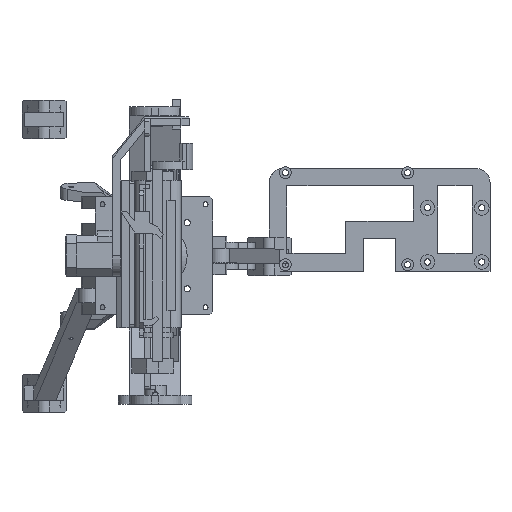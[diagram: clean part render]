
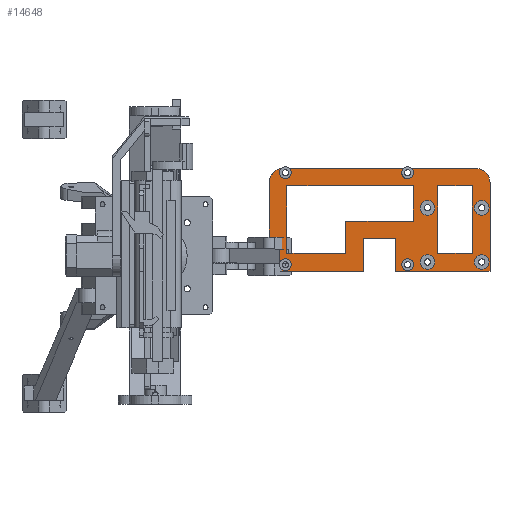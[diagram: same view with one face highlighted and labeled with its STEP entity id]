
A CAD part, top view. The second image highlights one B-rep face of the part: STEP entity #14648.
In plain terms, the highlighted planar face has unit normal (0, 0, 1).
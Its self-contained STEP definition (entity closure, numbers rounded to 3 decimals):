
#579=CIRCLE('',#15994,5.);
#580=CIRCLE('',#15997,4.);
#581=CIRCLE('',#15998,4.);
#582=CIRCLE('',#15999,10.);
#583=CIRCLE('',#16000,10.);
#584=CIRCLE('',#16001,4.);
#585=CIRCLE('',#16002,4.);
#586=CIRCLE('',#16003,5.);
#587=CIRCLE('',#16004,5.);
#588=CIRCLE('',#16005,4.);
#589=CIRCLE('',#16006,4.);
#590=CIRCLE('',#16007,5.);
#1081=FACE_BOUND('',#2786,.T.);
#1082=FACE_BOUND('',#2787,.T.);
#1083=FACE_BOUND('',#2788,.T.);
#1084=FACE_BOUND('',#2789,.T.);
#1085=FACE_BOUND('',#2790,.T.);
#1086=FACE_BOUND('',#2791,.T.);
#1087=FACE_BOUND('',#2792,.T.);
#1088=FACE_BOUND('',#2793,.T.);
#1804=FACE_OUTER_BOUND('',#2785,.T.);
#2785=EDGE_LOOP('',(#13213,#13214,#13215,#13216,#13217,#13218,#13219,#13220,
#13221,#13222,#13223,#13224,#13225,#13226,#13227));
#2786=EDGE_LOOP('',(#13228));
#2787=EDGE_LOOP('',(#13229));
#2788=EDGE_LOOP('',(#13230));
#2789=EDGE_LOOP('',(#13231,#13232,#13233,#13234));
#2790=EDGE_LOOP('',(#13235,#13236,#13237,#13238,#13239,#13240));
#2791=EDGE_LOOP('',(#13241));
#2792=EDGE_LOOP('',(#13242));
#2793=EDGE_LOOP('',(#13243));
#4343=LINE('',#24102,#5904);
#4344=LINE('',#24104,#5905);
#4345=LINE('',#24106,#5906);
#4346=LINE('',#24108,#5907);
#4347=LINE('',#24110,#5908);
#4348=LINE('',#24112,#5909);
#4349=LINE('',#24114,#5910);
#4350=LINE('',#24118,#5911);
#4351=LINE('',#24123,#5912);
#4352=LINE('',#24132,#5913);
#4353=LINE('',#24134,#5914);
#4354=LINE('',#24136,#5915);
#4355=LINE('',#24137,#5916);
#4356=LINE('',#24140,#5917);
#4357=LINE('',#24142,#5918);
#4358=LINE('',#24144,#5919);
#4359=LINE('',#24146,#5920);
#4360=LINE('',#24148,#5921);
#4361=LINE('',#24149,#5922);
#5904=VECTOR('',#19890,10.);
#5905=VECTOR('',#19891,10.);
#5906=VECTOR('',#19892,10.);
#5907=VECTOR('',#19893,10.);
#5908=VECTOR('',#19894,10.);
#5909=VECTOR('',#19895,10.);
#5910=VECTOR('',#19896,10.);
#5911=VECTOR('',#19899,10.);
#5912=VECTOR('',#19904,10.);
#5913=VECTOR('',#19911,10.);
#5914=VECTOR('',#19912,10.);
#5915=VECTOR('',#19913,10.);
#5916=VECTOR('',#19914,10.);
#5917=VECTOR('',#19915,10.);
#5918=VECTOR('',#19916,10.);
#5919=VECTOR('',#19917,10.);
#5920=VECTOR('',#19918,10.);
#5921=VECTOR('',#19919,10.);
#5922=VECTOR('',#19920,10.);
#7245=VERTEX_POINT('',#24089);
#7246=VERTEX_POINT('',#24094);
#7247=VERTEX_POINT('',#24095);
#7248=VERTEX_POINT('',#24097);
#7249=VERTEX_POINT('',#24099);
#7250=VERTEX_POINT('',#24101);
#7251=VERTEX_POINT('',#24103);
#7252=VERTEX_POINT('',#24105);
#7253=VERTEX_POINT('',#24107);
#7254=VERTEX_POINT('',#24109);
#7255=VERTEX_POINT('',#24111);
#7256=VERTEX_POINT('',#24113);
#7257=VERTEX_POINT('',#24115);
#7258=VERTEX_POINT('',#24117);
#7259=VERTEX_POINT('',#24119);
#7260=VERTEX_POINT('',#24121);
#7261=VERTEX_POINT('',#24124);
#7262=VERTEX_POINT('',#24126);
#7263=VERTEX_POINT('',#24128);
#7264=VERTEX_POINT('',#24130);
#7265=VERTEX_POINT('',#24131);
#7266=VERTEX_POINT('',#24133);
#7267=VERTEX_POINT('',#24135);
#7268=VERTEX_POINT('',#24138);
#7269=VERTEX_POINT('',#24139);
#7270=VERTEX_POINT('',#24141);
#7271=VERTEX_POINT('',#24143);
#7272=VERTEX_POINT('',#24145);
#7273=VERTEX_POINT('',#24147);
#7274=VERTEX_POINT('',#24150);
#7275=VERTEX_POINT('',#24152);
#9246=EDGE_CURVE('',#7245,#7245,#579,.T.);
#9247=EDGE_CURVE('',#7246,#7247,#580,.T.);
#9248=EDGE_CURVE('',#7247,#7248,#581,.T.);
#9249=EDGE_CURVE('',#7248,#7249,#582,.T.);
#9250=EDGE_CURVE('',#7249,#7250,#4343,.T.);
#9251=EDGE_CURVE('',#7250,#7251,#4344,.T.);
#9252=EDGE_CURVE('',#7251,#7252,#4345,.T.);
#9253=EDGE_CURVE('',#7252,#7253,#4346,.T.);
#9254=EDGE_CURVE('',#7253,#7254,#4347,.T.);
#9255=EDGE_CURVE('',#7254,#7255,#4348,.T.);
#9256=EDGE_CURVE('',#7255,#7256,#4349,.T.);
#9257=EDGE_CURVE('',#7256,#7257,#583,.T.);
#9258=EDGE_CURVE('',#7257,#7258,#4350,.T.);
#9259=EDGE_CURVE('',#7258,#7259,#584,.T.);
#9260=EDGE_CURVE('',#7259,#7260,#585,.T.);
#9261=EDGE_CURVE('',#7260,#7246,#4351,.T.);
#9262=EDGE_CURVE('',#7261,#7261,#586,.T.);
#9263=EDGE_CURVE('',#7262,#7262,#587,.T.);
#9264=EDGE_CURVE('',#7263,#7263,#588,.T.);
#9265=EDGE_CURVE('',#7264,#7265,#4352,.T.);
#9266=EDGE_CURVE('',#7265,#7266,#4353,.T.);
#9267=EDGE_CURVE('',#7266,#7267,#4354,.T.);
#9268=EDGE_CURVE('',#7267,#7264,#4355,.T.);
#9269=EDGE_CURVE('',#7268,#7269,#4356,.T.);
#9270=EDGE_CURVE('',#7269,#7270,#4357,.T.);
#9271=EDGE_CURVE('',#7270,#7271,#4358,.T.);
#9272=EDGE_CURVE('',#7271,#7272,#4359,.T.);
#9273=EDGE_CURVE('',#7272,#7273,#4360,.T.);
#9274=EDGE_CURVE('',#7273,#7268,#4361,.T.);
#9275=EDGE_CURVE('',#7274,#7274,#589,.T.);
#9276=EDGE_CURVE('',#7275,#7275,#590,.T.);
#13213=ORIENTED_EDGE('',*,*,#9247,.T.);
#13214=ORIENTED_EDGE('',*,*,#9248,.T.);
#13215=ORIENTED_EDGE('',*,*,#9249,.T.);
#13216=ORIENTED_EDGE('',*,*,#9250,.T.);
#13217=ORIENTED_EDGE('',*,*,#9251,.T.);
#13218=ORIENTED_EDGE('',*,*,#9252,.T.);
#13219=ORIENTED_EDGE('',*,*,#9253,.T.);
#13220=ORIENTED_EDGE('',*,*,#9254,.T.);
#13221=ORIENTED_EDGE('',*,*,#9255,.T.);
#13222=ORIENTED_EDGE('',*,*,#9256,.T.);
#13223=ORIENTED_EDGE('',*,*,#9257,.T.);
#13224=ORIENTED_EDGE('',*,*,#9258,.T.);
#13225=ORIENTED_EDGE('',*,*,#9259,.T.);
#13226=ORIENTED_EDGE('',*,*,#9260,.T.);
#13227=ORIENTED_EDGE('',*,*,#9261,.T.);
#13228=ORIENTED_EDGE('',*,*,#9262,.T.);
#13229=ORIENTED_EDGE('',*,*,#9263,.T.);
#13230=ORIENTED_EDGE('',*,*,#9264,.T.);
#13231=ORIENTED_EDGE('',*,*,#9265,.T.);
#13232=ORIENTED_EDGE('',*,*,#9266,.T.);
#13233=ORIENTED_EDGE('',*,*,#9267,.T.);
#13234=ORIENTED_EDGE('',*,*,#9268,.T.);
#13235=ORIENTED_EDGE('',*,*,#9269,.T.);
#13236=ORIENTED_EDGE('',*,*,#9270,.T.);
#13237=ORIENTED_EDGE('',*,*,#9271,.T.);
#13238=ORIENTED_EDGE('',*,*,#9272,.T.);
#13239=ORIENTED_EDGE('',*,*,#9273,.T.);
#13240=ORIENTED_EDGE('',*,*,#9274,.T.);
#13241=ORIENTED_EDGE('',*,*,#9275,.T.);
#13242=ORIENTED_EDGE('',*,*,#9276,.T.);
#13243=ORIENTED_EDGE('',*,*,#9246,.T.);
#13921=PLANE('',#15996);
#14648=ADVANCED_FACE('',(#1804,#1081,#1082,#1083,#1084,#1085,#1086,#1087,
#1088),#13921,.T.);
#15994=AXIS2_PLACEMENT_3D('',#24091,#19878,#19879);
#15996=AXIS2_PLACEMENT_3D('',#24093,#19882,#19883);
#15997=AXIS2_PLACEMENT_3D('',#24096,#19884,#19885);
#15998=AXIS2_PLACEMENT_3D('',#24098,#19886,#19887);
#15999=AXIS2_PLACEMENT_3D('',#24100,#19888,#19889);
#16000=AXIS2_PLACEMENT_3D('',#24116,#19897,#19898);
#16001=AXIS2_PLACEMENT_3D('',#24120,#19900,#19901);
#16002=AXIS2_PLACEMENT_3D('',#24122,#19902,#19903);
#16003=AXIS2_PLACEMENT_3D('',#24125,#19905,#19906);
#16004=AXIS2_PLACEMENT_3D('',#24127,#19907,#19908);
#16005=AXIS2_PLACEMENT_3D('',#24129,#19909,#19910);
#16006=AXIS2_PLACEMENT_3D('',#24151,#19921,#19922);
#16007=AXIS2_PLACEMENT_3D('',#24153,#19923,#19924);
#19878=DIRECTION('center_axis',(0.,0.,-1.));
#19879=DIRECTION('ref_axis',(-1.,0.,0.));
#19882=DIRECTION('center_axis',(0.,0.,1.));
#19883=DIRECTION('ref_axis',(1.,0.,0.));
#19884=DIRECTION('center_axis',(0.,0.,-1.));
#19885=DIRECTION('ref_axis',(-1.,0.,0.));
#19886=DIRECTION('center_axis',(0.,0.,-1.));
#19887=DIRECTION('ref_axis',(-1.,0.,0.));
#19888=DIRECTION('center_axis',(0.,0.,1.));
#19889=DIRECTION('ref_axis',(0.,1.,0.));
#19890=DIRECTION('',(0.,-1.,0.));
#19891=DIRECTION('',(1.,0.,0.));
#19892=DIRECTION('',(0.,1.,0.));
#19893=DIRECTION('',(1.,0.,0.));
#19894=DIRECTION('',(0.,-1.,0.));
#19895=DIRECTION('',(1.,0.,0.));
#19896=DIRECTION('',(0.,1.,0.));
#19897=DIRECTION('center_axis',(0.,0.,1.));
#19898=DIRECTION('ref_axis',(1.,0.,0.));
#19899=DIRECTION('',(-1.,0.,0.));
#19900=DIRECTION('center_axis',(0.,0.,-1.));
#19901=DIRECTION('ref_axis',(-1.,0.,0.));
#19902=DIRECTION('center_axis',(0.,0.,-1.));
#19903=DIRECTION('ref_axis',(-1.,0.,0.));
#19904=DIRECTION('',(-1.,0.,0.));
#19905=DIRECTION('center_axis',(0.,0.,-1.));
#19906=DIRECTION('ref_axis',(-1.,0.,0.));
#19907=DIRECTION('center_axis',(0.,0.,-1.));
#19908=DIRECTION('ref_axis',(-1.,0.,0.));
#19909=DIRECTION('center_axis',(0.,0.,-1.));
#19910=DIRECTION('ref_axis',(-1.,0.,0.));
#19911=DIRECTION('',(1.,0.,0.));
#19912=DIRECTION('',(0.,-1.,0.));
#19913=DIRECTION('',(-1.,0.,0.));
#19914=DIRECTION('',(0.,1.,0.));
#19915=DIRECTION('',(0.,1.,0.));
#19916=DIRECTION('',(1.,0.,0.));
#19917=DIRECTION('',(0.,-1.,0.));
#19918=DIRECTION('',(-1.,0.,0.));
#19919=DIRECTION('',(0.,-1.,0.));
#19920=DIRECTION('',(-1.,0.,0.));
#19921=DIRECTION('center_axis',(0.,0.,-1.));
#19922=DIRECTION('ref_axis',(-1.,0.,0.));
#19923=DIRECTION('center_axis',(0.,0.,-1.));
#19924=DIRECTION('ref_axis',(-1.,0.,0.));
#24089=CARTESIAN_POINT('',(149.349,6.222,4.));
#24091=CARTESIAN_POINT('Origin',(144.349,6.222,4.));
#24093=CARTESIAN_POINT('Origin',(75.,35.,4.));
#24094=CARTESIAN_POINT('',(13.433,70.,4.));
#24095=CARTESIAN_POINT('',(15.,66.825,4.));
#24096=CARTESIAN_POINT('Origin',(11.,66.825,4.));
#24097=CARTESIAN_POINT('',(8.409,69.873,4.));
#24098=CARTESIAN_POINT('Origin',(11.,66.825,4.));
#24099=CARTESIAN_POINT('',(0.,60.,4.));
#24100=CARTESIAN_POINT('Origin',(10.,60.,4.));
#24101=CARTESIAN_POINT('',(0.,0.,4.));
#24102=CARTESIAN_POINT('',(0.,60.,4.));
#24103=CARTESIAN_POINT('',(64.,0.,4.));
#24104=CARTESIAN_POINT('',(0.,0.,4.));
#24105=CARTESIAN_POINT('',(64.,22.,4.));
#24106=CARTESIAN_POINT('',(64.,22.,4.));
#24107=CARTESIAN_POINT('',(86.,22.,4.));
#24108=CARTESIAN_POINT('',(86.,22.,4.));
#24109=CARTESIAN_POINT('',(86.,0.,4.));
#24110=CARTESIAN_POINT('',(86.,0.,4.));
#24111=CARTESIAN_POINT('',(150.,0.,4.));
#24112=CARTESIAN_POINT('',(0.,0.,4.));
#24113=CARTESIAN_POINT('',(150.,60.,4.));
#24114=CARTESIAN_POINT('',(150.,0.,4.));
#24115=CARTESIAN_POINT('',(140.,70.,4.));
#24116=CARTESIAN_POINT('Origin',(140.,60.,4.));
#24117=CARTESIAN_POINT('',(96.433,70.,4.));
#24118=CARTESIAN_POINT('',(140.,70.,4.));
#24119=CARTESIAN_POINT('',(98.,66.825,4.));
#24120=CARTESIAN_POINT('Origin',(94.,66.825,4.));
#24121=CARTESIAN_POINT('',(91.567,70.,4.));
#24122=CARTESIAN_POINT('Origin',(94.,66.825,4.));
#24123=CARTESIAN_POINT('',(140.,70.,4.));
#24124=CARTESIAN_POINT('',(112.549,6.222,4.));
#24125=CARTESIAN_POINT('Origin',(107.549,6.222,4.));
#24126=CARTESIAN_POINT('',(112.549,43.022,4.));
#24127=CARTESIAN_POINT('Origin',(107.549,43.022,4.));
#24128=CARTESIAN_POINT('',(98.,4.325,4.));
#24129=CARTESIAN_POINT('Origin',(94.,4.325,4.));
#24130=CARTESIAN_POINT('',(114.42,58.,4.));
#24131=CARTESIAN_POINT('',(138.,58.,4.));
#24132=CARTESIAN_POINT('',(94.71,58.,4.));
#24133=CARTESIAN_POINT('',(138.,12.,4.));
#24134=CARTESIAN_POINT('',(138.,46.5,4.));
#24135=CARTESIAN_POINT('',(114.42,12.,4.));
#24136=CARTESIAN_POINT('',(106.5,12.,4.));
#24137=CARTESIAN_POINT('',(114.42,23.5,4.));
#24138=CARTESIAN_POINT('',(12.,12.,4.));
#24139=CARTESIAN_POINT('',(12.,58.,4.));
#24140=CARTESIAN_POINT('',(12.,23.5,4.));
#24141=CARTESIAN_POINT('',(98.,58.,4.));
#24142=CARTESIAN_POINT('',(43.5,58.,4.));
#24143=CARTESIAN_POINT('',(98.,34.,4.));
#24144=CARTESIAN_POINT('',(98.,46.5,4.));
#24145=CARTESIAN_POINT('',(52.,34.,4.));
#24146=CARTESIAN_POINT('',(86.5,34.,4.));
#24147=CARTESIAN_POINT('',(52.,12.,4.));
#24148=CARTESIAN_POINT('',(52.,34.5,4.));
#24149=CARTESIAN_POINT('',(63.5,12.,4.));
#24150=CARTESIAN_POINT('',(15.,4.325,4.));
#24151=CARTESIAN_POINT('Origin',(11.,4.325,4.));
#24152=CARTESIAN_POINT('',(149.349,43.022,4.));
#24153=CARTESIAN_POINT('Origin',(144.349,43.022,4.));
